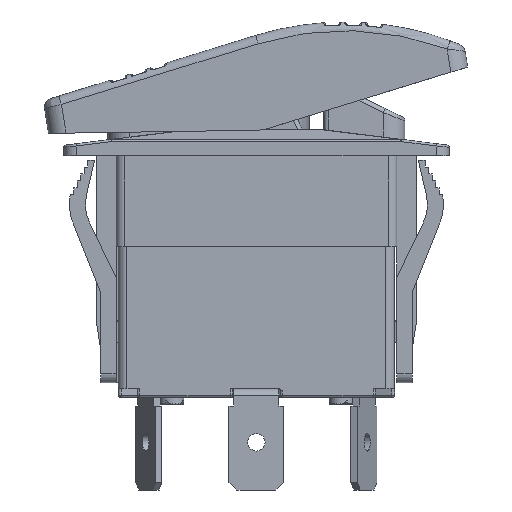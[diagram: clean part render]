
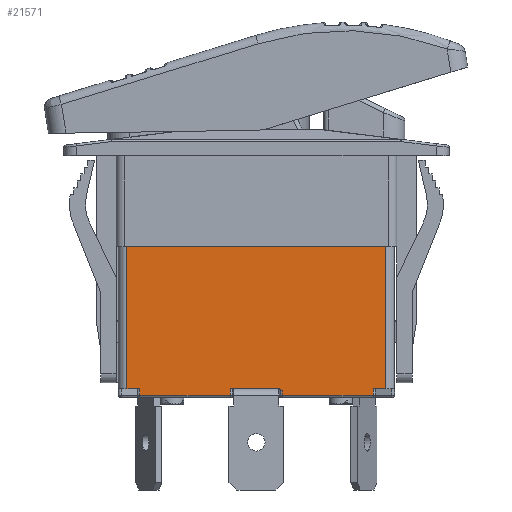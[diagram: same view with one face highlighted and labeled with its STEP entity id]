
A CAD part, front view. The second image highlights one B-rep face of the part: STEP entity #21571.
In plain terms, the highlighted planar face has unit normal (0, -1, 0).
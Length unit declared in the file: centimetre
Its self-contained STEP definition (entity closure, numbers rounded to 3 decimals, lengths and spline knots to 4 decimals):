
#1620=LINE('',#35728,#3551);
#1747=LINE('',#36307,#3678);
#1879=LINE('',#36927,#3810);
#1906=LINE('',#37002,#3837);
#2523=LINE('',#39232,#4454);
#2535=LINE('',#39278,#4466);
#2537=LINE('',#39286,#4468);
#2586=LINE('',#39515,#4517);
#2587=LINE('',#39518,#4518);
#2588=LINE('',#39519,#4519);
#2589=LINE('',#39520,#4520);
#2590=LINE('',#39521,#4521);
#3551=VECTOR('',#26153,1.);
#3678=VECTOR('',#26560,1.);
#3810=VECTOR('',#26974,1.);
#3837=VECTOR('',#27025,1.);
#4454=VECTOR('',#28632,1.);
#4466=VECTOR('',#28688,1.);
#4468=VECTOR('',#28698,1.);
#4517=VECTOR('',#28763,1.);
#4518=VECTOR('',#28768,1.);
#4519=VECTOR('',#28769,1.);
#4520=VECTOR('',#28770,1.);
#4521=VECTOR('',#28771,1.);
#5292=PLANE('',#23497);
#6320=FACE_OUTER_BOUND('',#7562,.T.);
#7562=EDGE_LOOP('',(#19359,#19360,#19361,#19362,#19363,#19364,#19365,#19366,
#19367,#19368,#19369,#19370,#19371));
#8651=B_SPLINE_CURVE_WITH_KNOTS('',3,(#39220,#39221,#39222,#39223,#39224,
#39225),.UNSPECIFIED.,.F.,.F.,(4,2,4),(0.,0.0294,0.0485),
 .UNSPECIFIED.);
#9643=VERTEX_POINT('',#35725);
#9644=VERTEX_POINT('',#35727);
#9793=VERTEX_POINT('',#36304);
#9794=VERTEX_POINT('',#36306);
#9956=VERTEX_POINT('',#36924);
#9957=VERTEX_POINT('',#36926);
#9992=VERTEX_POINT('',#36999);
#9993=VERTEX_POINT('',#37001);
#10491=VERTEX_POINT('',#39219);
#10493=VERTEX_POINT('',#39230);
#10505=VERTEX_POINT('',#39275);
#10507=VERTEX_POINT('',#39284);
#10583=VERTEX_POINT('',#39514);
#12159=EDGE_CURVE('',#9643,#9644,#1620,.T.);
#12378=EDGE_CURVE('',#9793,#9794,#1747,.T.);
#12609=EDGE_CURVE('',#9956,#9957,#1879,.T.);
#12646=EDGE_CURVE('',#9993,#9992,#1906,.T.);
#13464=EDGE_CURVE('',#10491,#9793,#8651,.T.);
#13468=EDGE_CURVE('',#10493,#10491,#2523,.T.);
#13492=EDGE_CURVE('',#9794,#10505,#2535,.T.);
#13496=EDGE_CURVE('',#10507,#10493,#2537,.T.);
#13576=EDGE_CURVE('',#10505,#10583,#2586,.T.);
#13578=EDGE_CURVE('',#9644,#10507,#2587,.T.);
#13579=EDGE_CURVE('',#9993,#9643,#2588,.T.);
#13580=EDGE_CURVE('',#9957,#9992,#2589,.T.);
#13581=EDGE_CURVE('',#10583,#9956,#2590,.T.);
#19359=ORIENTED_EDGE('',*,*,#13464,.F.);
#19360=ORIENTED_EDGE('',*,*,#13468,.F.);
#19361=ORIENTED_EDGE('',*,*,#13496,.F.);
#19362=ORIENTED_EDGE('',*,*,#13578,.F.);
#19363=ORIENTED_EDGE('',*,*,#12159,.F.);
#19364=ORIENTED_EDGE('',*,*,#13579,.F.);
#19365=ORIENTED_EDGE('',*,*,#12646,.T.);
#19366=ORIENTED_EDGE('',*,*,#13580,.F.);
#19367=ORIENTED_EDGE('',*,*,#12609,.F.);
#19368=ORIENTED_EDGE('',*,*,#13581,.F.);
#19369=ORIENTED_EDGE('',*,*,#13576,.F.);
#19370=ORIENTED_EDGE('',*,*,#13492,.F.);
#19371=ORIENTED_EDGE('',*,*,#12378,.F.);
#21571=ADVANCED_FACE('',(#6320),#5292,.T.);
#23497=AXIS2_PLACEMENT_3D('',#39517,#28766,#28767);
#26153=DIRECTION('',(-1.,0.,0.));
#26560=DIRECTION('',(-1.,0.,0.));
#26974=DIRECTION('',(-1.,0.,0.));
#27025=DIRECTION('',(-1.,0.,0.));
#28632=DIRECTION('',(0.,0.,1.));
#28688=DIRECTION('',(0.,0.,-1.));
#28698=DIRECTION('',(-1.,0.,0.));
#28763=DIRECTION('',(-1.,0.,0.));
#28766=DIRECTION('center_axis',(0.,-1.,0.));
#28767=DIRECTION('ref_axis',(0.,0.,-1.));
#28768=DIRECTION('',(0.,0.,-1.));
#28769=DIRECTION('',(0.,0.,-1.));
#28770=DIRECTION('',(0.,0.,1.));
#28771=DIRECTION('',(0.,0.,1.));
#35725=CARTESIAN_POINT('',(1.495,-1.035,0.1));
#35727=CARTESIAN_POINT('',(1.35,-1.035,0.1));
#35728=CARTESIAN_POINT('',(1.3773,-1.035,0.1));
#36304=CARTESIAN_POINT('',(0.2567,-1.035,0.1));
#36306=CARTESIAN_POINT('',(-0.3,-1.035,0.1));
#36307=CARTESIAN_POINT('',(0.7975,-1.035,0.1));
#36924=CARTESIAN_POINT('',(-1.35,-1.035,0.1));
#36926=CARTESIAN_POINT('',(-1.495,-1.035,0.1));
#36927=CARTESIAN_POINT('',(0.2177,-1.035,0.1));
#36999=CARTESIAN_POINT('',(-1.495,-1.035,1.74));
#37001=CARTESIAN_POINT('',(1.495,-1.035,1.74));
#37002=CARTESIAN_POINT('',(0.7975,-1.035,1.74));
#39219=CARTESIAN_POINT('',(0.3,-1.035,0.075));
#39220=CARTESIAN_POINT('Ctrl Pts',(0.3,-1.035,0.075));
#39221=CARTESIAN_POINT('Ctrl Pts',(0.2931,-1.035,0.0819));
#39222=CARTESIAN_POINT('Ctrl Pts',(0.2846,-1.035,0.0901));
#39223=CARTESIAN_POINT('Ctrl Pts',(0.2704,-1.035,0.0978));
#39224=CARTESIAN_POINT('Ctrl Pts',(0.2631,-1.035,0.1));
#39225=CARTESIAN_POINT('Ctrl Pts',(0.2567,-1.035,0.1));
#39230=CARTESIAN_POINT('',(0.3,-1.035,0.025));
#39232=CARTESIAN_POINT('',(0.3,-1.035,0.));
#39275=CARTESIAN_POINT('',(-0.3,-1.035,0.025));
#39278=CARTESIAN_POINT('',(-0.3,-1.035,0.));
#39284=CARTESIAN_POINT('',(1.35,-1.035,0.025));
#39286=CARTESIAN_POINT('',(0.7975,-1.035,0.025));
#39514=CARTESIAN_POINT('',(-1.35,-1.035,0.025));
#39515=CARTESIAN_POINT('',(0.7975,-1.035,0.025));
#39517=CARTESIAN_POINT('Origin',(1.595,-1.035,0.));
#39518=CARTESIAN_POINT('',(1.35,-1.035,0.));
#39519=CARTESIAN_POINT('',(1.495,-1.035,0.));
#39520=CARTESIAN_POINT('',(-1.495,-1.035,0.));
#39521=CARTESIAN_POINT('',(-1.35,-1.035,0.));
